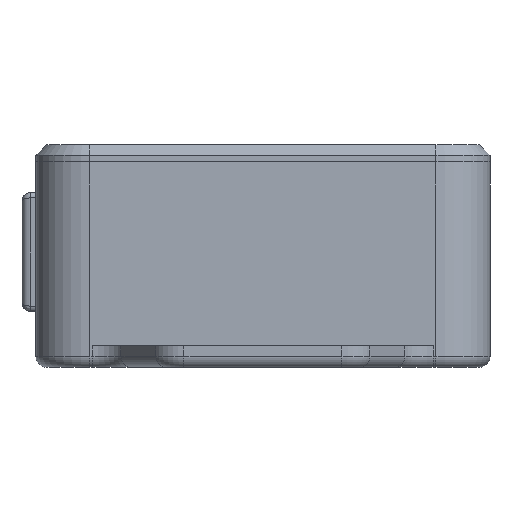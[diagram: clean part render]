
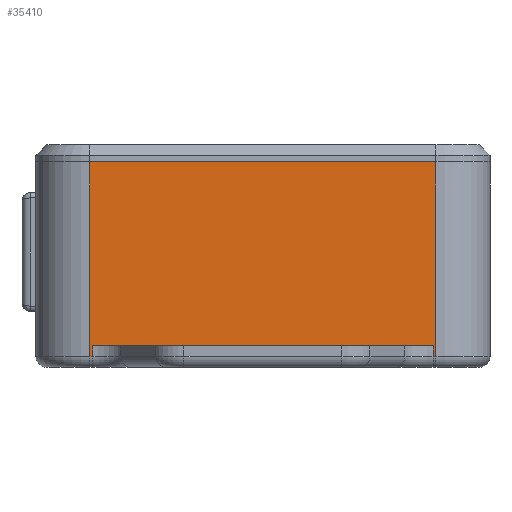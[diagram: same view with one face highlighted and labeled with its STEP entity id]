
A CAD part, front view. The second image highlights one B-rep face of the part: STEP entity #35410.
In plain terms, the highlighted planar face has unit normal (0, -1, 0).
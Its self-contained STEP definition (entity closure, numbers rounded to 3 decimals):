
#2793=PLANE('',#38197);
#4217=FACE_OUTER_BOUND('',#6350,.T.);
#6350=EDGE_LOOP('',(#29358,#29359,#29360,#29361,#29362,#29363,#29364,#29365));
#9501=LINE('',#56242,#12893);
#9505=LINE('',#56274,#12897);
#9512=LINE('',#56327,#12904);
#9515=LINE('',#56336,#12907);
#9524=LINE('',#56359,#12916);
#9525=LINE('',#56362,#12917);
#9526=LINE('',#56364,#12918);
#9527=LINE('',#56365,#12919);
#12893=VECTOR('',#44579,10.);
#12897=VECTOR('',#44623,10.);
#12904=VECTOR('',#44696,10.);
#12907=VECTOR('',#44705,10.);
#12916=VECTOR('',#44730,10.);
#12917=VECTOR('',#44735,10.);
#12918=VECTOR('',#44736,10.);
#12919=VECTOR('',#44737,10.);
#16677=VERTEX_POINT('',#56236);
#16678=VERTEX_POINT('',#56240);
#16685=VERTEX_POINT('',#56268);
#16686=VERTEX_POINT('',#56272);
#16699=VERTEX_POINT('',#56326);
#16702=VERTEX_POINT('',#56334);
#16708=VERTEX_POINT('',#56358);
#16709=VERTEX_POINT('',#56363);
#21087=EDGE_CURVE('',#16677,#16678,#9501,.T.);
#21103=EDGE_CURVE('',#16685,#16686,#9505,.T.);
#21129=EDGE_CURVE('',#16686,#16699,#9512,.T.);
#21134=EDGE_CURVE('',#16702,#16685,#9515,.T.);
#21145=EDGE_CURVE('',#16678,#16708,#9524,.T.);
#21147=EDGE_CURVE('',#16702,#16708,#9525,.T.);
#21148=EDGE_CURVE('',#16709,#16677,#9526,.T.);
#21149=EDGE_CURVE('',#16699,#16709,#9527,.T.);
#29358=ORIENTED_EDGE('',*,*,#21103,.F.);
#29359=ORIENTED_EDGE('',*,*,#21134,.F.);
#29360=ORIENTED_EDGE('',*,*,#21147,.T.);
#29361=ORIENTED_EDGE('',*,*,#21145,.F.);
#29362=ORIENTED_EDGE('',*,*,#21087,.F.);
#29363=ORIENTED_EDGE('',*,*,#21148,.F.);
#29364=ORIENTED_EDGE('',*,*,#21149,.F.);
#29365=ORIENTED_EDGE('',*,*,#21129,.F.);
#35410=ADVANCED_FACE('',(#4217),#2793,.T.);
#38197=AXIS2_PLACEMENT_3D('',#56361,#44733,#44734);
#44579=DIRECTION('',(-1.,0.,0.));
#44623=DIRECTION('',(-1.,0.,0.));
#44696=DIRECTION('',(0.,0.,1.));
#44705=DIRECTION('',(0.,0.,-1.));
#44730=DIRECTION('',(0.,0.,1.));
#44733=DIRECTION('center_axis',(0.,-1.,0.));
#44734=DIRECTION('ref_axis',(1.,0.,0.));
#44735=DIRECTION('',(1.,0.,0.));
#44736=DIRECTION('',(0.,0.,-1.));
#44737=DIRECTION('',(1.,0.,0.));
#56236=CARTESIAN_POINT('',(16.,-19.,1.));
#56240=CARTESIAN_POINT('',(15.732,-19.,1.));
#56242=CARTESIAN_POINT('',(-10.5,-19.,1.));
#56268=CARTESIAN_POINT('',(-15.732,-19.,1.));
#56272=CARTESIAN_POINT('',(-16.,-19.,1.));
#56274=CARTESIAN_POINT('',(-10.5,-19.,1.));
#56326=CARTESIAN_POINT('',(-16.,-19.,19.));
#56327=CARTESIAN_POINT('',(-16.,-19.,0.));
#56334=CARTESIAN_POINT('',(-15.732,-19.,2.));
#56336=CARTESIAN_POINT('',(-15.732,-19.,0.));
#56358=CARTESIAN_POINT('',(15.732,-19.,2.));
#56359=CARTESIAN_POINT('',(15.732,-19.,0.));
#56361=CARTESIAN_POINT('Origin',(-21.,-19.,0.));
#56362=CARTESIAN_POINT('',(-10.5,-19.,2.));
#56363=CARTESIAN_POINT('',(16.,-19.,19.));
#56364=CARTESIAN_POINT('',(16.,-19.,0.));
#56365=CARTESIAN_POINT('',(21.,-19.,19.));
